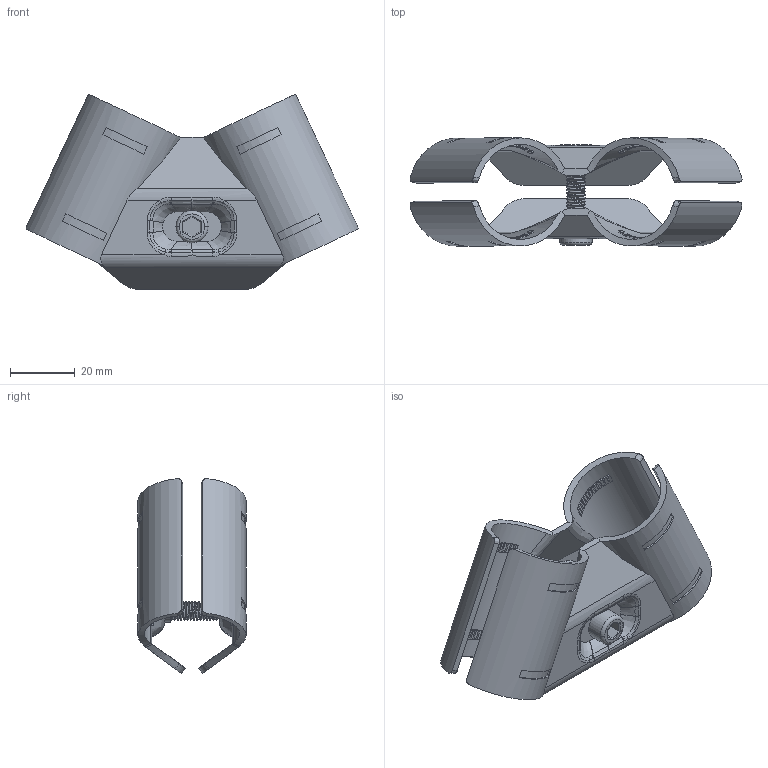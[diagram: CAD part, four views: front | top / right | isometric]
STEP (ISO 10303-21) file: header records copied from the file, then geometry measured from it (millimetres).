
FILE_DESCRIPTION((''),'2;1');
FILE_NAME('DF-16B-Z_ASM','2021-06-01T08:39:07',('Administrator'),(''),'CREO PARAMETRIC BY PTC INC, 2019224','CREO PARAMETRIC BY PTC INC, 2019224','');
FILE_SCHEMA(('CONFIG_CONTROL_DESIGN'));
Length unit declared in the file: millimetre
Products named in the file (4): D-18; F-180-1; F-170; DF-16B-Z_ASM
Assembly tree (4 placements, depth 2):
  DF-16B-Z_ASM
    D-18  x2
    F-180-1
    F-170
Bounding box: 102.7 x 33.42 x 60.26 mm (x, y, z)
Volume: 21472.7 mm3; surface area: 25881.9 mm2
Topology: 4 solids, 8 shells, 900 faces, 2339 edges, 1562 vertices
Faces by surface type: plane 500, cylinder 196, bspline 190, cone 12, torus 2
Entity records: 23685 total; most frequent: CARTESIAN_POINT 12005, ORIENTED_EDGE 2582, DIRECTION 2060, EDGE_CURVE 1305, VERTEX_POINT 868, AXIS2_PLACEMENT_3D 711, VECTOR 638, LINE 638
